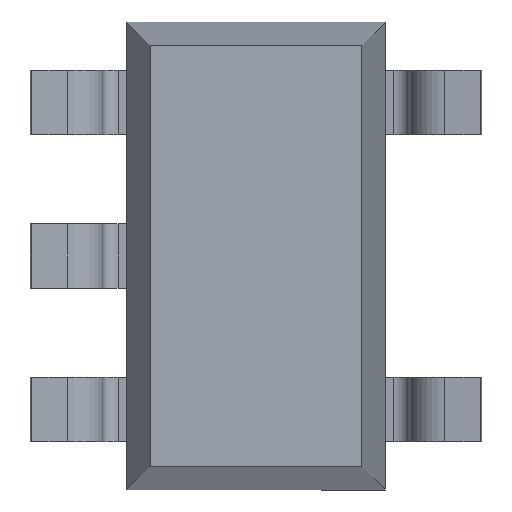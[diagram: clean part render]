
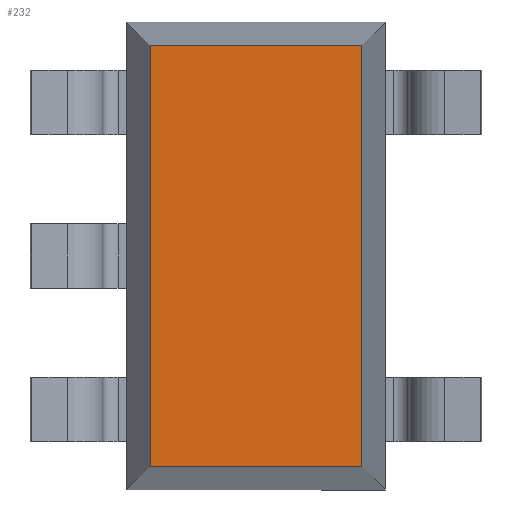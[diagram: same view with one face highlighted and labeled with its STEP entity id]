
A CAD part, front view. The second image highlights one B-rep face of the part: STEP entity #232.
In plain terms, the highlighted planar face has unit normal (0, -1, 0).
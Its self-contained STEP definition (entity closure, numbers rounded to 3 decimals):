
#40 = LINE ( 'NONE', #207, #872 ) ;
#147 = EDGE_CURVE ( 'NONE', #2209, #1243, #40, .T. ) ;
#169 = EDGE_CURVE ( 'NONE', #749, #1752, #684, .T. ) ;
#198 = DIRECTION ( 'NONE',  ( 1., 0., 0. ) ) ;
#207 = CARTESIAN_POINT ( 'NONE',  ( 0.8, 0.15, 1.306 ) ) ;
#232 = ADVANCED_FACE ( 'NONE', ( #2287 ), #1965, .T. ) ;
#291 = CARTESIAN_POINT ( 'NONE',  ( 0.656, 0.15, -1.45 ) ) ;
#312 = ORIENTED_EDGE ( 'NONE', *, *, #353, .T. ) ;
#353 = EDGE_CURVE ( 'NONE', #1752, #2209, #1781, .T. ) ;
#389 = DIRECTION ( 'NONE',  ( -1., 0., 0. ) ) ;
#655 = CARTESIAN_POINT ( 'NONE',  ( 0.656, 0.15, -1.306 ) ) ;
#684 = LINE ( 'NONE', #2149, #1749 ) ;
#698 = CARTESIAN_POINT ( 'NONE',  ( -0.656, 0.15, -1.306 ) ) ;
#749 = VERTEX_POINT ( 'NONE', #698 ) ;
#767 = LINE ( 'NONE', #1236, #2251 ) ;
#872 = VECTOR ( 'NONE', #389, 1000. ) ;
#1011 = CARTESIAN_POINT ( 'NONE',  ( 0.656, 0.15, 1.306 ) ) ;
#1059 = CARTESIAN_POINT ( 'NONE',  ( 0., 0.15, 0. ) ) ;
#1207 = ORIENTED_EDGE ( 'NONE', *, *, #2285, .T. ) ;
#1232 = DIRECTION ( 'NONE',  ( -1., 0., 0. ) ) ;
#1236 = CARTESIAN_POINT ( 'NONE',  ( -0.656, 0.15, 1.45 ) ) ;
#1243 = VERTEX_POINT ( 'NONE', #1633 ) ;
#1443 = DIRECTION ( 'NONE',  ( 0., -1., 0. ) ) ;
#1633 = CARTESIAN_POINT ( 'NONE',  ( -0.656, 0.15, 1.306 ) ) ;
#1671 = AXIS2_PLACEMENT_3D ( 'NONE', #1059, #1443, #1232 ) ;
#1682 = VECTOR ( 'NONE', #2238, 1000. ) ;
#1749 = VECTOR ( 'NONE', #198, 1000. ) ;
#1752 = VERTEX_POINT ( 'NONE', #655 ) ;
#1781 = LINE ( 'NONE', #291, #1682 ) ;
#1894 = ORIENTED_EDGE ( 'NONE', *, *, #147, .T. ) ;
#1965 = PLANE ( 'NONE',  #1671 ) ;
#2011 = DIRECTION ( 'NONE',  ( 0., 0., -1. ) ) ;
#2108 = ORIENTED_EDGE ( 'NONE', *, *, #169, .T. ) ;
#2149 = CARTESIAN_POINT ( 'NONE',  ( -0.8, 0.15, -1.306 ) ) ;
#2209 = VERTEX_POINT ( 'NONE', #1011 ) ;
#2238 = DIRECTION ( 'NONE',  ( 0., 0., 1. ) ) ;
#2251 = VECTOR ( 'NONE', #2011, 1000. ) ;
#2285 = EDGE_CURVE ( 'NONE', #1243, #749, #767, .T. ) ;
#2287 = FACE_OUTER_BOUND ( 'NONE', #2420, .T. ) ;
#2420 = EDGE_LOOP ( 'NONE', ( #1207, #2108, #312, #1894 ) ) ;
